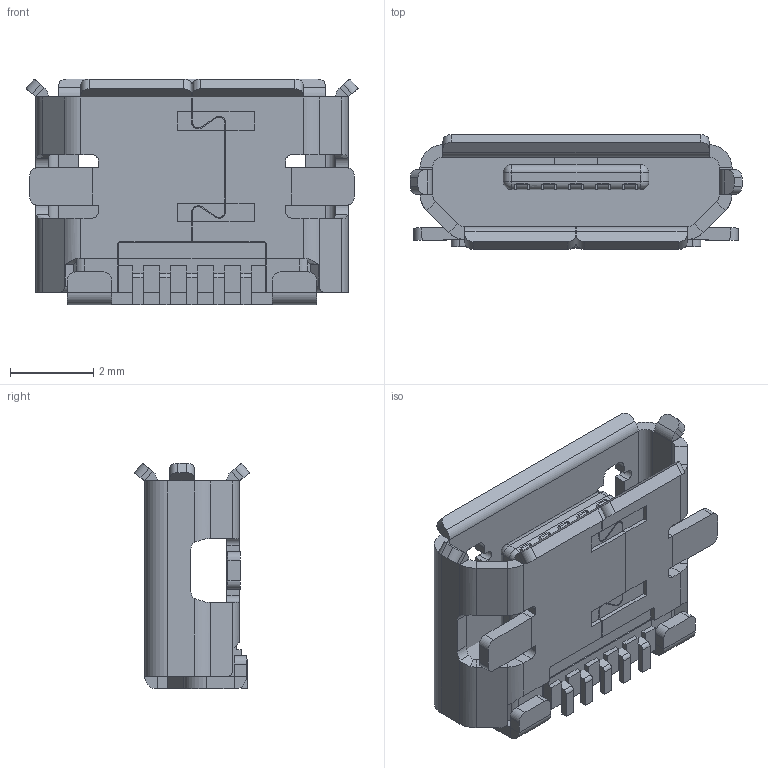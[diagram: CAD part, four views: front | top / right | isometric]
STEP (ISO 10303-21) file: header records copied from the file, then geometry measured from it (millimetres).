
FILE_DESCRIPTION (( 'STEP AP214' ), '1' );
FILE_NAME ('molex_0473460001.STEP', '2015-04-10T13:41:27', ( '' ), ( '' ), '', '', '' );
FILE_SCHEMA (( '' ));
Length unit declared in the file: millimetre
Products named in the file (1): molex_0473460001
Bounding box: 7.98 x 2.76 x 5.43 mm (x, y, z)
Volume: 43.6 mm3; surface area: 294.8 mm2
Topology: 3 solids, 3 shells, 515 faces, 1372 edges, 850 vertices
Faces by surface type: plane 372, cylinder 125, bspline 14, sphere 4
Entity records: 15816 total; most frequent: CARTESIAN_POINT 2946, ORIENTED_EDGE 2736, DIRECTION 2594, EDGE_CURVE 1368, LINE 1058, VECTOR 1058, VERTEX_POINT 850, AXIS2_PLACEMENT_3D 768
